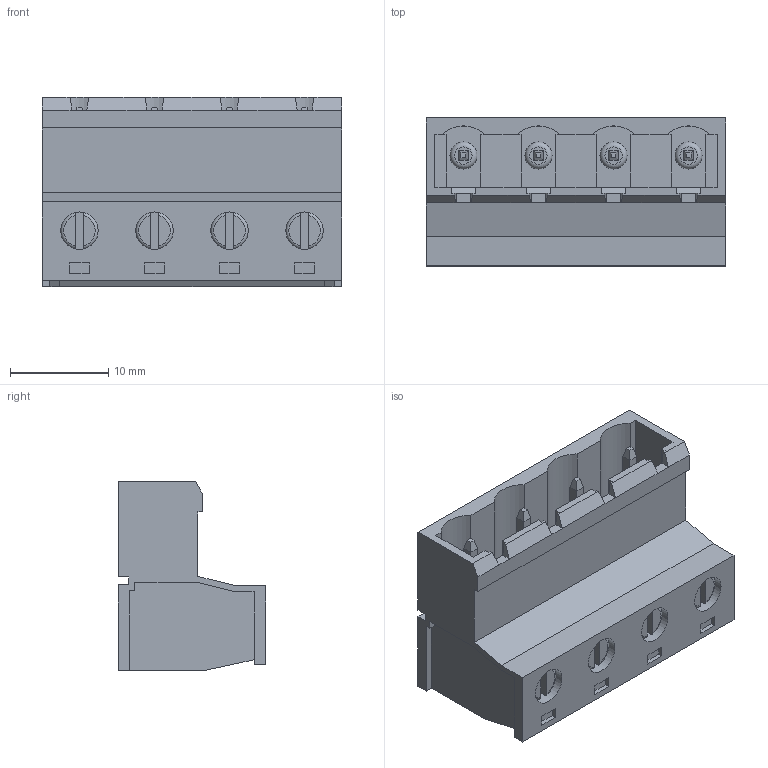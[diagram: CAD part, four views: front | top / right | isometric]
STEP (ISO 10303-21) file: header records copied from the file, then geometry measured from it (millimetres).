
FILE_DESCRIPTION( ( 'Unknown' ), '1' );
FILE_NAME( '691348400004.stp', 'Unknown', ( 'Unknown' ), ( 'Unknown' ), 'PSStep 14.0', 'Unknown', ' ' );
FILE_SCHEMA( ( 'AUTOMOTIVE_DESIGN { 1 0 10303 214 1 1 1 1 }' ) );
Length unit declared in the file: millimetre
Products named in the file (6): Assem1; 6913484000xx_PIN; 6913484000xx_CAGE; 6913484000xx_VISSE; 691348400004; 691348400004_CAPOT
Assembly tree (14 placements, depth 2):
  Assem1
    6913484000xx_PIN  x4
    6913484000xx_CAGE  x4
    6913484000xx_VISSE  x4
    691348400004
    691348400004_CAPOT
Bounding box: 30.38 x 15 x 19.2 mm (x, y, z)
Volume: 3454.4 mm3; surface area: 7992.1 mm2
Topology: 14 solids, 14 shells, 619 faces, 1641 edges, 1069 vertices
Faces by surface type: plane 531, cylinder 64, torus 16, cone 8
Full cylindrical faces by diameter (mm): 2.6 x4, 2.75 x4, 2.9 x8, 3.8 x8
Entity records: 18194 total; most frequent: CARTESIAN_POINT 2553, ORIENTED_EDGE 2464, DIRECTION 2278, EDGE_CURVE 1232, LINE 1140, VECTOR 1140, VERTEX_POINT 820, AXIS2_PLACEMENT_3D 569
